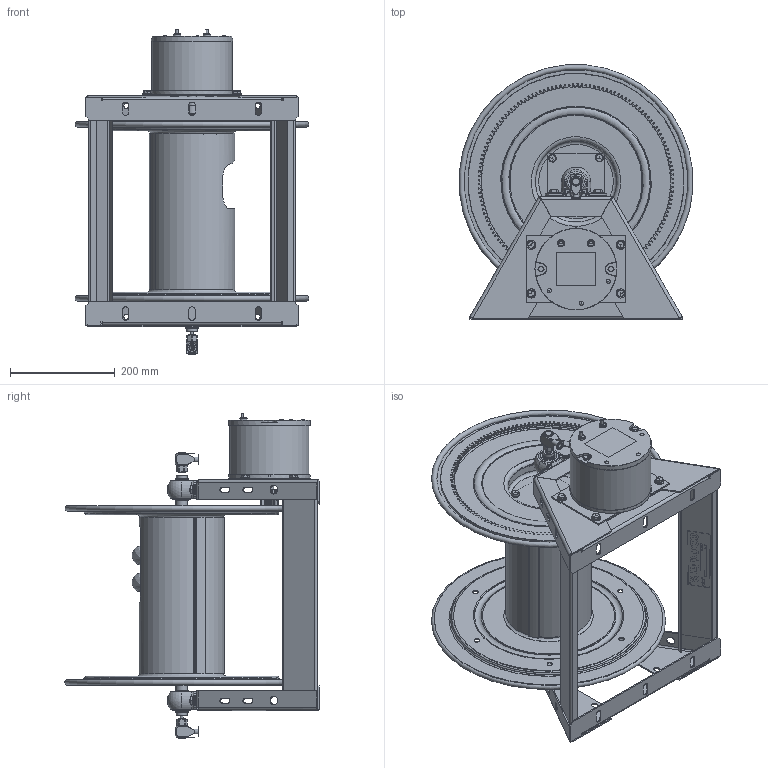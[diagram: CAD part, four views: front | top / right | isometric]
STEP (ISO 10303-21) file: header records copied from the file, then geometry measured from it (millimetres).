
FILE_DESCRIPTION(/* description */ (''),/* implementation_level */ '2;1');
FILE_NAME(/* name */ '1275HPL-D-12-E_SHARED.stp',/* time_stamp */ '2020-03-16T10:10:30-07:00',/* author */ ('NMelton'),/* organization */ (''),/* preprocessor_version */ 'ST-DEVELOPER v17',/* originating_system */ 'Autodesk Inventor 2019',/* authorisation */ '');
FILE_SCHEMA (('AUTOMOTIVE_DESIGN { 1 0 10303 214 3 1 1 }'));
Products named in the file (1): 1275HPL-D-12-E_SHARED
Bounding box: 446.63 x 485.83 x 621.05 mm (x, y, z)
Surface area: 1856709.1 mm2 (no closed solid volume)
Topology: 0 solids, 139 shells, 2787 faces, 9921 edges, 7041 vertices
Faces by surface type: cylinder 1067, plane 928, bspline 316, cone 283, torus 157, sphere 36
Full cylindrical faces by diameter (mm): 1.245 x4, 1.321 x4, 2.54 x1, 3.048 x1, 3.962 x1, 3.975 x2, 4.826 x1, 5.08 x2, 6.35 x1, 6.858 x1, 6.985 x4, 7.938 x6, 9.347 x2, 10.414 x6, 10.592 x2, 11.43 x13, 12.192 x3, 12.37 x2, 12.7 x4, 12.859 x4, 13.398 x2, 13.843 x2, 13.868 x2, 14.186 x4, 15.875 x3, 16.662 x4, 16.764 x1, 17.615 x8, 18.644 x2, 19.253 x1
Entity records: 121562 total; most frequent: CARTESIAN_POINT 39599, ORIENTED_EDGE 15824, DIRECTION 15280, EDGE_CURVE 9858, VERTEX_POINT 7041, AXIS2_PLACEMENT_3D 5551, LINE 4178, VECTOR 4178
